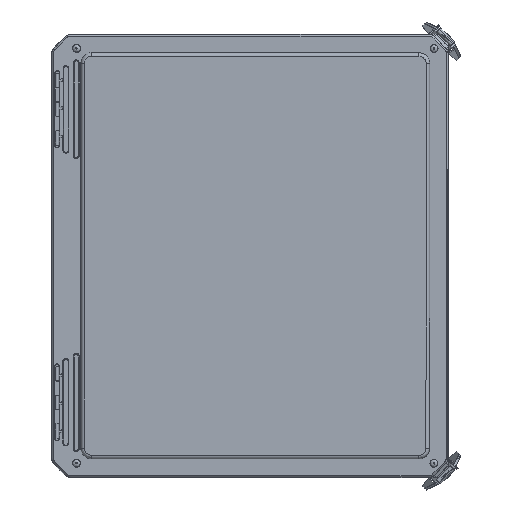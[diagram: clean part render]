
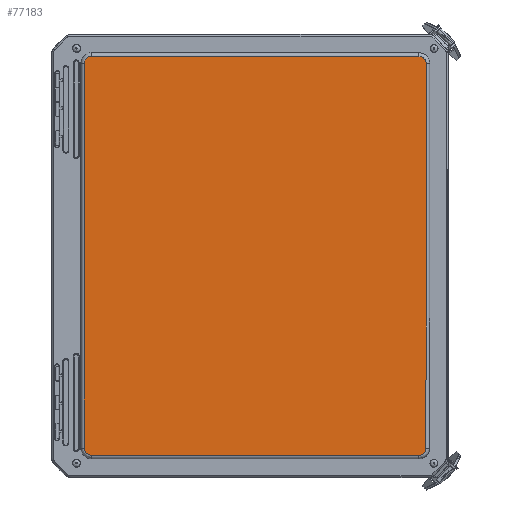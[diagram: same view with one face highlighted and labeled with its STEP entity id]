
A CAD part, top view. The second image highlights one B-rep face of the part: STEP entity #77183.
In plain terms, the highlighted planar face has unit normal (0, 0, 1).
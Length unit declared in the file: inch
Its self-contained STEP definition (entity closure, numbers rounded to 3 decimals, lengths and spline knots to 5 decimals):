
#419 = ORIENTED_EDGE ( 'NONE', *, *, #50690, .F. ) ;
#2320 = CARTESIAN_POINT ( 'NONE',  ( 5.89854, -6.88985, 6.3435 ) ) ;
#11330 = ORIENTED_EDGE ( 'NONE', *, *, #137346, .F. ) ;
#11334 = VERTEX_POINT ( 'NONE', #67842 ) ;
#14400 = PLANE ( 'NONE',  #74821 ) ;
#16584 = CARTESIAN_POINT ( 'NONE',  ( 5.91785, 6.87711, 6.3435 ) ) ;
#16758 = CARTESIAN_POINT ( 'NONE',  ( -5.96491, -6.78784, 6.3435 ) ) ;
#17444 = CARTESIAN_POINT ( 'NONE',  ( -5.82911, 6.9525, 6.3435 ) ) ;
#19141 = CARTESIAN_POINT ( 'NONE',  ( -5.71692, 6.96953, 6.3435 ) ) ;
#24397 = CARTESIAN_POINT ( 'NONE',  ( -0.00059, 6.96774, 6.3435 ) ) ;
#24550 = CARTESIAN_POINT ( 'NONE',  ( 5.93856, -6.82611, 6.3435 ) ) ;
#24765 = VECTOR ( 'NONE', #112604, 39.37008 ) ;
#25064 = CARTESIAN_POINT ( 'NONE',  ( -5.75866, -6.96306, 6.3435 ) ) ;
#25365 = VECTOR ( 'NONE', #74396, 39.37008 ) ;
#26234 = EDGE_CURVE ( 'NONE', #34858, #109701, #132864, .T. ) ;
#26736 = ORIENTED_EDGE ( 'NONE', *, *, #90281, .F. ) ;
#31572 = CARTESIAN_POINT ( 'NONE',  ( 5.96145, -6.71675, 6.3435 ) ) ;
#34338 = CARTESIAN_POINT ( 'NONE',  ( 5.96145, -6.71675, 6.3435 ) ) ;
#34858 = VERTEX_POINT ( 'NONE', #86212 ) ;
#36002 = EDGE_LOOP ( 'NONE', ( #85082, #11330, #112838, #58364, #77142, #419, #26736, #66062 ) ) ;
#36686 = CARTESIAN_POINT ( 'NONE',  ( 5.96563, 6.71592, 6.3435 ) ) ;
#38373 = CARTESIAN_POINT ( 'NONE',  ( 5.96564, 6.73462, 6.3435 ) ) ;
#44558 = VERTEX_POINT ( 'NONE', #94666 ) ;
#45984 = CARTESIAN_POINT ( 'NONE',  ( 5.8236, -6.94961, 6.3435 ) ) ;
#48967 = VECTOR ( 'NONE', #99431, 39.37008 ) ;
#50690 = EDGE_CURVE ( 'NONE', #77176, #131644, #90531, .T. ) ;
#53176 = LINE ( 'NONE', #134914, #24765 ) ;
#55827 = CARTESIAN_POINT ( 'NONE',  ( -5.96274, 6.77574, 6.3435 ) ) ;
#56585 = DIRECTION ( 'NONE',  ( 1., 0., 0. ) ) ;
#56820 = CARTESIAN_POINT ( 'NONE',  ( -5.72126, -6.96307, 6.3435 ) ) ;
#58364 = ORIENTED_EDGE ( 'NONE', *, *, #115614, .F. ) ;
#58661 = CARTESIAN_POINT ( 'NONE',  ( -5.83343, -6.94597, 6.3435 ) ) ;
#59890 = EDGE_CURVE ( 'NONE', #109701, #121992, #137508, .T. ) ;
#61508 = CARTESIAN_POINT ( 'NONE',  ( 5.71575, 6.96596, 6.3435 ) ) ;
#63803 = B_SPLINE_CURVE_WITH_KNOTS ( 'NONE', 3,
 ( #135064, #111835, #123050, #16584, #134604, #38373, #113222 ),
 .UNSPECIFIED., .F., .F.,
 ( 4, 1, 1, 1, 4 ),
 ( 0., 0.28571, 0.57143, 0.85714, 1. ),
 .UNSPECIFIED. ) ;
#66028 = CARTESIAN_POINT ( 'NONE',  ( 5.95723, -6.77285, 6.3435 ) ) ;
#66062 = ORIENTED_EDGE ( 'NONE', *, *, #59890, .F. ) ;
#67842 = CARTESIAN_POINT ( 'NONE',  ( 5.71141, -6.96663, 6.3435 ) ) ;
#67888 = CARTESIAN_POINT ( 'NONE',  ( -5.96696, 6.71964, 6.3435 ) ) ;
#68139 = EDGE_CURVE ( 'NONE', #131644, #11334, #97886, .T. ) ;
#69347 = CARTESIAN_POINT ( 'NONE',  ( -5.97115, -6.71303, 6.3435 ) ) ;
#70975 = CARTESIAN_POINT ( 'NONE',  ( -5.75432, 6.96954, 6.3435 ) ) ;
#74396 = DIRECTION ( 'NONE',  ( -1., 0., 0. ) ) ;
#74821 = AXIS2_PLACEMENT_3D ( 'NONE', #131572, #99856, #111062 ) ;
#77142 = ORIENTED_EDGE ( 'NONE', *, *, #68139, .F. ) ;
#77169 = CARTESIAN_POINT ( 'NONE',  ( 5.96144, -6.73545, 6.3435 ) ) ;
#77176 = VERTEX_POINT ( 'NONE', #36686 ) ;
#77183 = ADVANCED_FACE ( 'NONE', ( #126987 ), #14400, .F. ) ;
#78075 = CARTESIAN_POINT ( 'NONE',  ( 5.71141, -6.96663, 6.3435 ) ) ;
#78515 = CARTESIAN_POINT ( 'NONE',  ( -5.96696, 6.73834, 6.3435 ) ) ;
#84413 = VERTEX_POINT ( 'NONE', #99494 ) ;
#85082 = ORIENTED_EDGE ( 'NONE', *, *, #26234, .F. ) ;
#86212 = CARTESIAN_POINT ( 'NONE',  ( -5.96696, 6.71964, 6.3435 ) ) ;
#87351 = CARTESIAN_POINT ( 'NONE',  ( 5.74881, -6.96665, 6.3435 ) ) ;
#87603 = VECTOR ( 'NONE', #56585, 39.37008 ) ;
#90228 = LINE ( 'NONE', #125995, #25365 ) ;
#90281 = EDGE_CURVE ( 'NONE', #121992, #77176, #63803, .T. ) ;
#90531 = LINE ( 'NONE', #110635, #48967 ) ;
#94666 = CARTESIAN_POINT ( 'NONE',  ( -5.97115, -6.71303, 6.3435 ) ) ;
#97135 = B_SPLINE_CURVE_WITH_KNOTS ( 'NONE', 3,
 ( #56820, #25064, #58661, #101726, #16758, #100801, #69347 ),
 .UNSPECIFIED., .F., .F.,
 ( 4, 1, 1, 1, 4 ),
 ( 0., 0.28571, 0.57143, 0.85714, 1. ),
 .UNSPECIFIED. ) ;
#97886 = B_SPLINE_CURVE_WITH_KNOTS ( 'NONE', 3,
 ( #34338, #77169, #66028, #24550, #2320, #45984, #87351, #78075 ),
 .UNSPECIFIED., .F., .F.,
 ( 4, 1, 1, 1, 1, 4 ),
 ( 0., 0.14286, 0.28571, 0.42857, 0.71429, 1. ),
 .UNSPECIFIED. ) ;
#99431 = DIRECTION ( 'NONE',  ( 0., -1., 0. ) ) ;
#99494 = CARTESIAN_POINT ( 'NONE',  ( -5.72126, -6.96307, 6.3435 ) ) ;
#99814 = CARTESIAN_POINT ( 'NONE',  ( -5.94407, 6.829, 6.3435 ) ) ;
#99856 = DIRECTION ( 'NONE',  ( 0., 0., -1. ) ) ;
#100801 = CARTESIAN_POINT ( 'NONE',  ( -5.97115, -6.73173, 6.3435 ) ) ;
#101726 = CARTESIAN_POINT ( 'NONE',  ( -5.92336, -6.87422, 6.3435 ) ) ;
#109701 = VERTEX_POINT ( 'NONE', #19141 ) ;
#110068 = EDGE_CURVE ( 'NONE', #84413, #44558, #97135, .T. ) ;
#110635 = CARTESIAN_POINT ( 'NONE',  ( 5.96354, -0.00041, 6.3435 ) ) ;
#111062 = DIRECTION ( 'NONE',  ( 1., 0., 0. ) ) ;
#111835 = CARTESIAN_POINT ( 'NONE',  ( 5.75315, 6.96595, 6.3435 ) ) ;
#112604 = DIRECTION ( 'NONE',  ( 0., 1., 0. ) ) ;
#112838 = ORIENTED_EDGE ( 'NONE', *, *, #110068, .F. ) ;
#113222 = CARTESIAN_POINT ( 'NONE',  ( 5.96563, 6.71592, 6.3435 ) ) ;
#114553 = CARTESIAN_POINT ( 'NONE',  ( -5.71692, 6.96953, 6.3435 ) ) ;
#115614 = EDGE_CURVE ( 'NONE', #11334, #84413, #90228, .T. ) ;
#121992 = VERTEX_POINT ( 'NONE', #61508 ) ;
#123050 = CARTESIAN_POINT ( 'NONE',  ( 5.82791, 6.94887, 6.3435 ) ) ;
#125995 = CARTESIAN_POINT ( 'NONE',  ( -0.00493, -6.96485, 6.3435 ) ) ;
#126987 = FACE_OUTER_BOUND ( 'NONE', #36002, .T. ) ;
#130179 = CARTESIAN_POINT ( 'NONE',  ( -5.90406, 6.89275, 6.3435 ) ) ;
#131572 = CARTESIAN_POINT ( 'NONE',  ( -0.00276, 0.00145, 6.3435 ) ) ;
#131644 = VERTEX_POINT ( 'NONE', #31572 ) ;
#132864 = B_SPLINE_CURVE_WITH_KNOTS ( 'NONE', 3,
 ( #67888, #78515, #55827, #99814, #130179, #17444, #70975, #114553 ),
 .UNSPECIFIED., .F., .F.,
 ( 4, 1, 1, 1, 1, 4 ),
 ( 0., 0.14286, 0.28571, 0.42857, 0.71429, 1. ),
 .UNSPECIFIED. ) ;
#134604 = CARTESIAN_POINT ( 'NONE',  ( 5.95939, 6.79073, 6.3435 ) ) ;
#134914 = CARTESIAN_POINT ( 'NONE',  ( -5.96906, 0.00331, 6.3435 ) ) ;
#135064 = CARTESIAN_POINT ( 'NONE',  ( 5.71575, 6.96596, 6.3435 ) ) ;
#137346 = EDGE_CURVE ( 'NONE', #44558, #34858, #53176, .T. ) ;
#137508 = LINE ( 'NONE', #24397, #87603 ) ;
